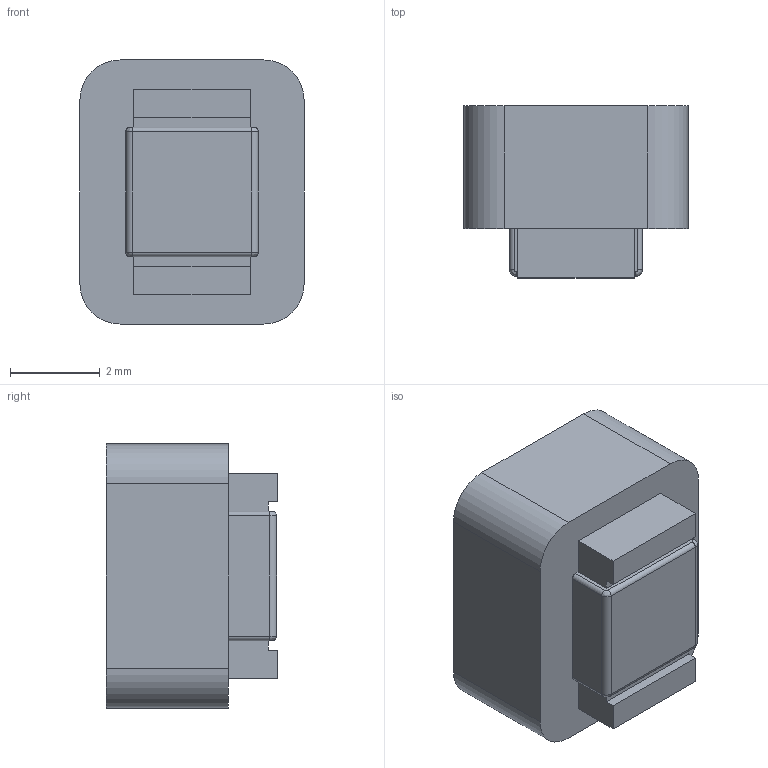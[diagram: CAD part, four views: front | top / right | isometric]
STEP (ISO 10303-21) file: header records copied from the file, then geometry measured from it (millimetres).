
FILE_DESCRIPTION (( 'STEP AP214' ), '1' );
FILE_NAME ('Coilcraft-1812FS.STEP', '2018-12-18T09:44:02', ( '' ), ( '' ), 'SwSTEP 2.0', 'SolidWorks 2018', '' );
FILE_SCHEMA (( 'AUTOMOTIVE_DESIGN' ));
Length unit declared in the file: millimetre
Products named in the file (1): Coilcraft-1812FS
Bounding box: 4.98 x 3.82 x 5.87 mm (x, y, z)
Volume: 91.3 mm3; surface area: 129.3 mm2
Topology: 1 solids, 1 shells, 39 faces, 100 edges, 64 vertices
Faces by surface type: plane 23, cylinder 12, bspline 4
Entity records: 1681 total; most frequent: CARTESIAN_POINT 276, ORIENTED_EDGE 200, DIRECTION 192, EDGE_CURVE 100, VECTOR 72, LINE 72, VERTEX_POINT 64, AXIS2_PLACEMENT_3D 60
